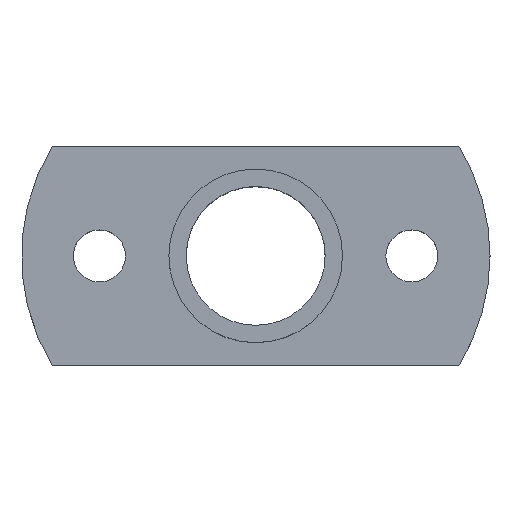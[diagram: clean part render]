
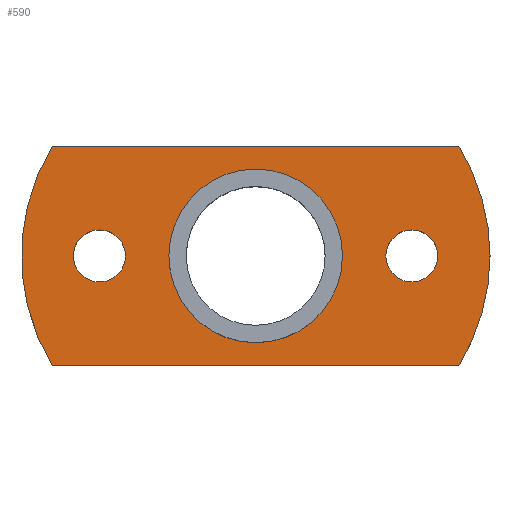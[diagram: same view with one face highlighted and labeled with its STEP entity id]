
A CAD part, top view. The second image highlights one B-rep face of the part: STEP entity #590.
In plain terms, the highlighted planar face has unit normal (0, 0, 1).
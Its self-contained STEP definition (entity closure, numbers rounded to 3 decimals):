
#3 = EDGE_LOOP ( 'NONE', ( #93, #197 ) ) ;
#8 = CIRCLE ( 'NONE', #367, 1.5 ) ;
#13 = ORIENTED_EDGE ( 'NONE', *, *, #456, .F. ) ;
#16 = DIRECTION ( 'NONE',  ( -1., 0., 0. ) ) ;
#19 = DIRECTION ( 'NONE',  ( 0., 0., -1. ) ) ;
#25 = DIRECTION ( 'NONE',  ( 0., 0., 1. ) ) ;
#28 = ORIENTED_EDGE ( 'NONE', *, *, #457, .T. ) ;
#40 = VERTEX_POINT ( 'NONE', #309 ) ;
#45 = VERTEX_POINT ( 'NONE', #493 ) ;
#62 = VERTEX_POINT ( 'NONE', #506 ) ;
#63 = AXIS2_PLACEMENT_3D ( 'NONE', #175, #542, #219 ) ;
#66 = CARTESIAN_POINT ( 'NONE',  ( -175.1, -80.5, 180.526 ) ) ;
#67 = CARTESIAN_POINT ( 'NONE',  ( -164.6, -80.5, 180.526 ) ) ;
#69 = AXIS2_PLACEMENT_3D ( 'NONE', #384, #88, #451 ) ;
#81 = CIRCLE ( 'NONE', #63, 5. ) ;
#83 = EDGE_CURVE ( 'NONE', #45, #464, #239, .T. ) ;
#88 = DIRECTION ( 'NONE',  ( 0., 0., -1. ) ) ;
#93 = ORIENTED_EDGE ( 'NONE', *, *, #442, .T. ) ;
#103 = ORIENTED_EDGE ( 'NONE', *, *, #450, .T. ) ;
#110 = CIRCLE ( 'NONE', #280, 1.5 ) ;
#112 = CARTESIAN_POINT ( 'NONE',  ( -175.1, -80.5, 180.526 ) ) ;
#113 = DIRECTION ( 'NONE',  ( -1., 0., 0. ) ) ;
#114 = DIRECTION ( 'NONE',  ( -1., 0., 0. ) ) ;
#115 = DIRECTION ( 'NONE',  ( 0., 0., -1. ) ) ;
#119 = CARTESIAN_POINT ( 'NONE',  ( -157.1, -80.5, 180.526 ) ) ;
#124 = AXIS2_PLACEMENT_3D ( 'NONE', #495, #430, #363 ) ;
#132 = FACE_OUTER_BOUND ( 'NONE', #263, .T. ) ;
#140 = AXIS2_PLACEMENT_3D ( 'NONE', #112, #600, #563 ) ;
#144 = DIRECTION ( 'NONE',  ( 0.851, -0.525, 0. ) ) ;
#153 = DIRECTION ( 'NONE',  ( 0., 0., -1. ) ) ;
#159 = CARTESIAN_POINT ( 'NONE',  ( -157.1, -80.5, 180.526 ) ) ;
#162 = CARTESIAN_POINT ( 'NONE',  ( -177.813, -86.8, 180.526 ) ) ;
#167 = VERTEX_POINT ( 'NONE', #262 ) ;
#175 = CARTESIAN_POINT ( 'NONE',  ( -166.1, -80.5, 180.526 ) ) ;
#181 = AXIS2_PLACEMENT_3D ( 'NONE', #66, #19, #16 ) ;
#183 = VERTEX_POINT ( 'NONE', #250 ) ;
#197 = ORIENTED_EDGE ( 'NONE', *, *, #416, .T. ) ;
#205 = CARTESIAN_POINT ( 'NONE',  ( -155.6, -80.5, 180.526 ) ) ;
#208 = CARTESIAN_POINT ( 'NONE',  ( -171.1, -80.5, 180.526 ) ) ;
#210 = AXIS2_PLACEMENT_3D ( 'NONE', #67, #25, #144 ) ;
#211 = VERTEX_POINT ( 'NONE', #205 ) ;
#213 = CIRCLE ( 'NONE', #181, 1.5 ) ;
#219 = DIRECTION ( 'NONE',  ( 1., 0., 0. ) ) ;
#225 = VERTEX_POINT ( 'NONE', #208 ) ;
#226 = CARTESIAN_POINT ( 'NONE',  ( -166.1, -80.5, 180.526 ) ) ;
#239 = CIRCLE ( 'NONE', #408, 12. ) ;
#246 = VERTEX_POINT ( 'NONE', #428 ) ;
#250 = CARTESIAN_POINT ( 'NONE',  ( -152.6, -80.5, 180.526 ) ) ;
#251 = VERTEX_POINT ( 'NONE', #433 ) ;
#259 = ORIENTED_EDGE ( 'NONE', *, *, #444, .T. ) ;
#262 = CARTESIAN_POINT ( 'NONE',  ( -176.6, -80.5, 180.526 ) ) ;
#263 = EDGE_LOOP ( 'NONE', ( #277, #349, #368, #103, #13 ) ) ;
#274 = DIRECTION ( 'NONE',  ( 0., 0., 1. ) ) ;
#277 = ORIENTED_EDGE ( 'NONE', *, *, #83, .T. ) ;
#280 = AXIS2_PLACEMENT_3D ( 'NONE', #159, #153, #114 ) ;
#287 = ORIENTED_EDGE ( 'NONE', *, *, #443, .T. ) ;
#309 = CARTESIAN_POINT ( 'NONE',  ( -158.6, -80.5, 180.526 ) ) ;
#310 = VECTOR ( 'NONE', #547, 1000. ) ;
#328 = AXIS2_PLACEMENT_3D ( 'NONE', #226, #274, #616 ) ;
#336 = CIRCLE ( 'NONE', #210, 12. ) ;
#349 = ORIENTED_EDGE ( 'NONE', *, *, #440, .F. ) ;
#353 = VECTOR ( 'NONE', #358, 1000. ) ;
#358 = DIRECTION ( 'NONE',  ( -1., 0., 0. ) ) ;
#359 = VERTEX_POINT ( 'NONE', #488 ) ;
#363 = DIRECTION ( 'NONE',  ( 0.851, -0.525, 0. ) ) ;
#367 = AXIS2_PLACEMENT_3D ( 'NONE', #119, #115, #113 ) ;
#368 = ORIENTED_EDGE ( 'NONE', *, *, #447, .T. ) ;
#384 = CARTESIAN_POINT ( 'NONE',  ( -166.1, -80.5, 180.526 ) ) ;
#408 = AXIS2_PLACEMENT_3D ( 'NONE', #591, #594, #596 ) ;
#409 = FACE_BOUND ( 'NONE', #3, .T. ) ;
#416 = EDGE_CURVE ( 'NONE', #211, #40, #8, .T. ) ;
#425 = EDGE_LOOP ( 'NONE', ( #28, #519 ) ) ;
#428 = CARTESIAN_POINT ( 'NONE',  ( -154.387, -86.8, 180.526 ) ) ;
#429 = CARTESIAN_POINT ( 'NONE',  ( -155.887, -86.8, 180.526 ) ) ;
#430 = DIRECTION ( 'NONE',  ( 0., 0., 1. ) ) ;
#433 = CARTESIAN_POINT ( 'NONE',  ( -161.1, -80.5, 180.526 ) ) ;
#440 = EDGE_CURVE ( 'NONE', #246, #464, #529, .T. ) ;
#442 = EDGE_CURVE ( 'NONE', #40, #211, #110, .T. ) ;
#443 = EDGE_CURVE ( 'NONE', #62, #167, #213, .T. ) ;
#444 = EDGE_CURVE ( 'NONE', #167, #62, #523, .T. ) ;
#447 = EDGE_CURVE ( 'NONE', #246, #183, #593, .T. ) ;
#450 = EDGE_CURVE ( 'NONE', #183, #359, #336, .T. ) ;
#451 = DIRECTION ( 'NONE',  ( -1., 0., 0. ) ) ;
#452 = FACE_BOUND ( 'NONE', #425, .T. ) ;
#454 = EDGE_LOOP ( 'NONE', ( #259, #287 ) ) ;
#456 = EDGE_CURVE ( 'NONE', #45, #359, #487, .T. ) ;
#457 = EDGE_CURVE ( 'NONE', #225, #251, #585, .T. ) ;
#463 = EDGE_CURVE ( 'NONE', #251, #225, #81, .T. ) ;
#464 = VERTEX_POINT ( 'NONE', #162 ) ;
#487 = LINE ( 'NONE', #535, #310 ) ;
#488 = CARTESIAN_POINT ( 'NONE',  ( -154.387, -74.2, 180.526 ) ) ;
#493 = CARTESIAN_POINT ( 'NONE',  ( -177.813, -74.2, 180.526 ) ) ;
#495 = CARTESIAN_POINT ( 'NONE',  ( -164.6, -80.5, 180.526 ) ) ;
#506 = CARTESIAN_POINT ( 'NONE',  ( -173.6, -80.5, 180.526 ) ) ;
#518 = PLANE ( 'NONE',  #328 ) ;
#519 = ORIENTED_EDGE ( 'NONE', *, *, #463, .T. ) ;
#523 = CIRCLE ( 'NONE', #140, 1.5 ) ;
#529 = LINE ( 'NONE', #429, #353 ) ;
#535 = CARTESIAN_POINT ( 'NONE',  ( -176.313, -74.2, 180.526 ) ) ;
#542 = DIRECTION ( 'NONE',  ( 0., 0., -1. ) ) ;
#543 = FACE_BOUND ( 'NONE', #454, .T. ) ;
#547 = DIRECTION ( 'NONE',  ( 1., 0., 0. ) ) ;
#563 = DIRECTION ( 'NONE',  ( -1., 0., 0. ) ) ;
#585 = CIRCLE ( 'NONE', #69, 5. ) ;
#590 = ADVANCED_FACE ( 'NONE', ( #409, #543, #132, #452 ), #518, .T. ) ;
#591 = CARTESIAN_POINT ( 'NONE',  ( -167.6, -80.5, 180.526 ) ) ;
#593 = CIRCLE ( 'NONE', #124, 12. ) ;
#594 = DIRECTION ( 'NONE',  ( 0., 0., 1. ) ) ;
#596 = DIRECTION ( 'NONE',  ( -0.851, 0.525, 0. ) ) ;
#600 = DIRECTION ( 'NONE',  ( 0., 0., -1. ) ) ;
#616 = DIRECTION ( 'NONE',  ( 0., 1., 0. ) ) ;
